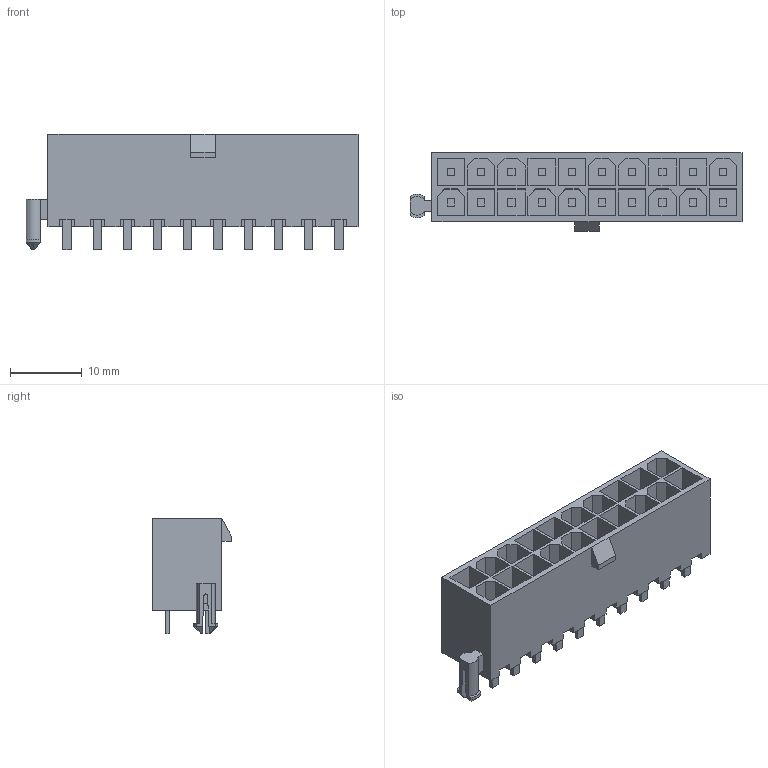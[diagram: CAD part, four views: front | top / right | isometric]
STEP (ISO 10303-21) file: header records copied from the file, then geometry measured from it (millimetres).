
FILE_DESCRIPTION(('STEP AP214'),'1');
FILE_NAME('1-1775099-1.stp','2016-10-23T16:12:37',('TraceParts'),('TraceParts S.A.'),'Spatial InterOp 3D',' ',' ');
FILE_SCHEMA(('automotive_design'));
Length unit declared in the file: millimetre
Products named in the file (1): C-1-1775099-1
Bounding box: 46.15 x 10.9 x 16 mm (x, y, z)
Volume: 2666.2 mm3; surface area: 5765.9 mm2
Topology: 1 solids, 1 shells, 450 faces, 1153 edges, 766 vertices
Faces by surface type: plane 437, cylinder 9, cone 4
Entity records: 13400 total; most frequent: CARTESIAN_POINT 2430, ORIENTED_EDGE 2306, DIRECTION 2059, EDGE_CURVE 1153, LINE 1125, VECTOR 1125, VERTEX_POINT 766, EDGE_LOOP 511
